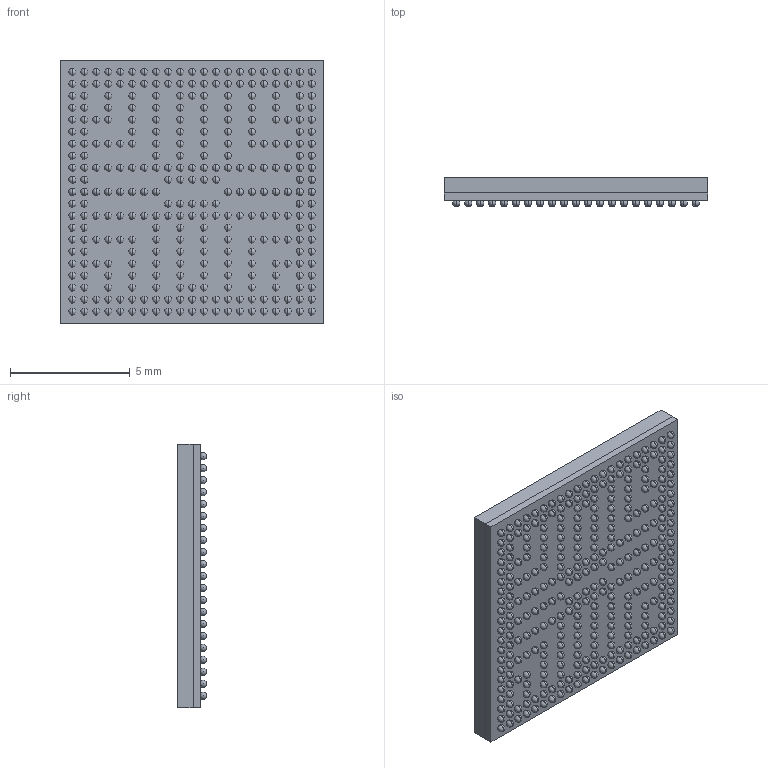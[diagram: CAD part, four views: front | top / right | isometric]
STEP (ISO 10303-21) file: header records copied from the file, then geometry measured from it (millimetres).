
FILE_DESCRIPTION (( 'STEP AP214' ), '1' );
FILE_NAME ('MIMX9332CVVXMAB.STEP', '2024-11-26T02:41:01', ( 'LENOVO' ), ( '' ), 'SwSTEP 2.0', 'SolidWorks 2021', '' );
FILE_SCHEMA (( 'AUTOMOTIVE_DESIGN' ));
Length unit declared in the file: millimetre
Products named in the file (1): MIMX9332CVVXMAB
Bounding box: 11 x 1.22 x 11 mm (x, y, z)
Volume: 120.6 mm3; surface area: 614.7 mm2
Topology: 309 solids, 309 shells, 937 faces, 2790 edges, 1860 vertices
Faces by surface type: sphere 612, plane 321, cylinder 4
Entity records: 23480 total; most frequent: DIRECTION 4368, CARTESIAN_POINT 3140, ORIENTED_EDGE 2520, AXIS2_PLACEMENT_3D 2170, EDGE_CURVE 1260, CIRCLE 1232, VERTEX_POINT 942, EDGE_LOOP 938
